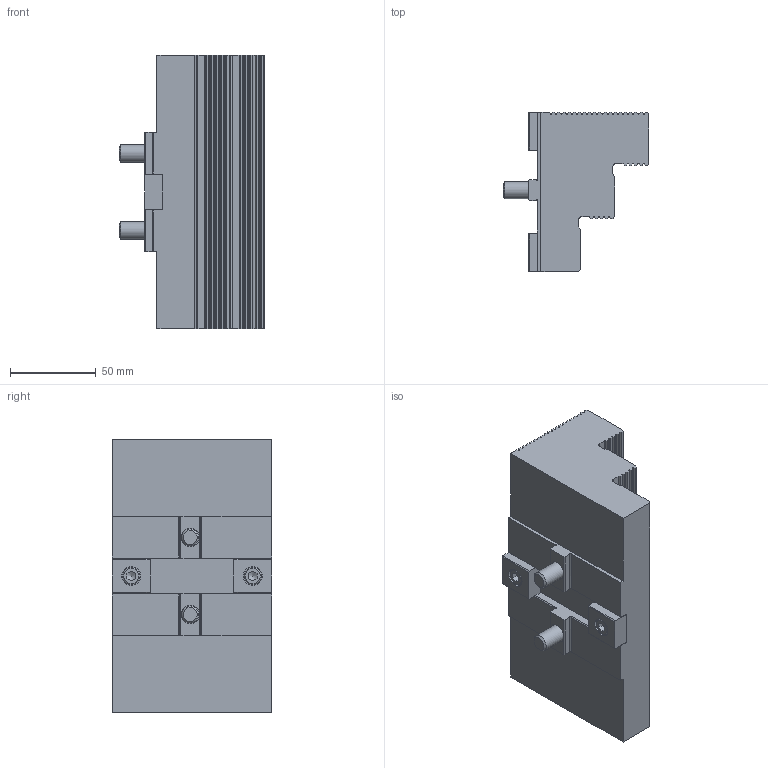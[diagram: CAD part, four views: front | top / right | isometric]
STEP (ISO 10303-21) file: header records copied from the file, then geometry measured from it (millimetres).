
FILE_DESCRIPTION((''),'2;1');
FILE_NAME('301-0160-001.stp','2011-05-30T16:54:36',('Meier'),(''),'Autodesk Inventor 2011','Autodesk Inventor 2011','');
FILE_SCHEMA(('AUTOMOTIVE_DESIGN { 1 0 10303 214 1 1 1 1 }'));
Length unit declared in the file: millimetre
Products named in the file (5): 301-0160-001; 5126-0160-001; NLM03250-20; DIN 912 - ersetzt durch DIN EN ISO 4762 M6 x 12; DIN 912  - ersetzt durch DIN EN ISO 4762 M10 x 50
Assembly tree (7 placements, depth 2):
  301-0160-001
    5126-0160-001
    NLM03250-20  x2
    DIN 912 - ersetzt durch DIN EN ISO 4762 M6 x 12  x2
    DIN 912  - ersetzt durch DIN EN ISO 4762 M10 x 50  x2
Bounding box: 85 x 93 x 160 mm (x, y, z)
Volume: 641091.3 mm3; surface area: 80292.5 mm2
Topology: 7 solids, 7 shells, 270 faces, 736 edges, 484 vertices
Faces by surface type: plane 201, cylinder 53, cone 10, torus 6
Full cylindrical faces by diameter (mm): 4.917 x2, 6 x2, 6.3 x2, 10 x4, 11 x4, 16 x2, 18 x2
Entity records: 7314 total; most frequent: CARTESIAN_POINT 1296, ORIENTED_EDGE 1230, DIRECTION 1190, EDGE_CURVE 615, VECTOR 496, LINE 496, VERTEX_POINT 417, AXIS2_PLACEMENT_3D 347
